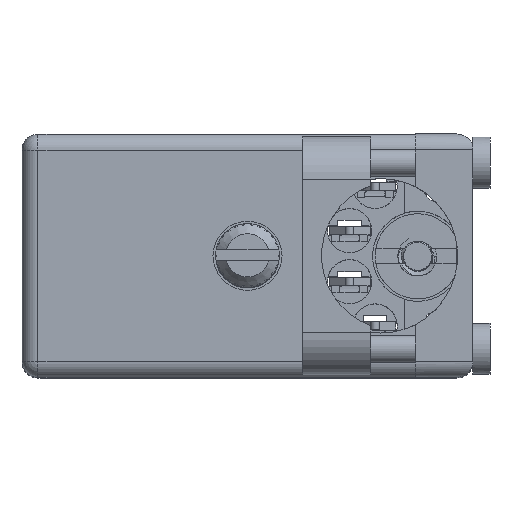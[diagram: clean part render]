
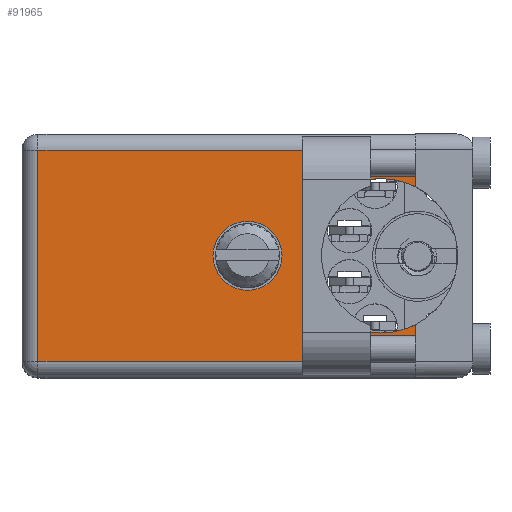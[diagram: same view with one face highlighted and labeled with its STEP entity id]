
A CAD part, top view. The second image highlights one B-rep face of the part: STEP entity #91965.
In plain terms, the highlighted face is planar.
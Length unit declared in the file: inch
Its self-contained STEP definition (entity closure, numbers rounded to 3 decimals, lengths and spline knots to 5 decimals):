
#2398 = CARTESIAN_POINT ( 'NONE',  ( -0.6155, 0.806, 0.3105 ) ) ;
#3584 = DIRECTION ( 'NONE',  ( 1., 0., 0. ) ) ;
#12388 = EDGE_CURVE ( 'NONE', #136166, #71103, #116925, .T. ) ;
#14201 = DIRECTION ( 'NONE',  ( 0., 1., 0. ) ) ;
#15342 = CARTESIAN_POINT ( 'NONE',  ( 0., 0.806, -0.1015 ) ) ;
#17781 = ORIENTED_EDGE ( 'NONE', *, *, #44704, .F. ) ;
#18246 = DIRECTION ( 'NONE',  ( -1., 0., 0. ) ) ;
#21136 = FACE_BOUND ( 'NONE', #97050, .T. ) ;
#22111 = EDGE_CURVE ( 'NONE', #58100, #109617, #139793, .T. ) ;
#22937 = AXIS2_PLACEMENT_3D ( 'NONE', #168768, #184190, #18246 ) ;
#23159 = CIRCLE ( 'NONE', #173585, 0.227 ) ;
#23218 = AXIS2_PLACEMENT_3D ( 'NONE', #147821, #177322, #24116 ) ;
#24116 = DIRECTION ( 'NONE',  ( 0., 0., 1. ) ) ;
#24561 = VERTEX_POINT ( 'NONE', #46909 ) ;
#28232 = DIRECTION ( 'NONE',  ( -1., 0., 0. ) ) ;
#28501 = VECTOR ( 'NONE', #3584, 39.37008 ) ;
#31042 = DIRECTION ( 'NONE',  ( 0., 0., 1. ) ) ;
#34613 = CARTESIAN_POINT ( 'NONE',  ( 0.3905, 0.806, -0.227 ) ) ;
#43209 = DIRECTION ( 'NONE',  ( 0., 1., 0. ) ) ;
#44704 = EDGE_CURVE ( 'NONE', #115781, #24561, #23159, .T. ) ;
#45702 = DIRECTION ( 'NONE',  ( 0., 0., 1. ) ) ;
#46909 = CARTESIAN_POINT ( 'NONE',  ( 0.4925, 0.806, 0.20279 ) ) ;
#47130 = PLANE ( 'NONE',  #22937 ) ;
#50453 = LINE ( 'NONE', #78115, #190081 ) ;
#54074 = ORIENTED_EDGE ( 'NONE', *, *, #56230, .F. ) ;
#54137 = CARTESIAN_POINT ( 'NONE',  ( 0.4925, 0.806, 0.3105 ) ) ;
#56230 = EDGE_CURVE ( 'NONE', #130431, #151969, #184523, .T. ) ;
#58100 = VERTEX_POINT ( 'NONE', #84321 ) ;
#58766 = CARTESIAN_POINT ( 'NONE',  ( -0.6155, 0.806, -0.3105 ) ) ;
#66145 = VERTEX_POINT ( 'NONE', #54137 ) ;
#69986 = DIRECTION ( 'NONE',  ( -1., 0., 0. ) ) ;
#70050 = AXIS2_PLACEMENT_3D ( 'NONE', #168721, #14201, #152636 ) ;
#71103 = VERTEX_POINT ( 'NONE', #2398 ) ;
#73500 = DIRECTION ( 'NONE',  ( -1., 0., 0. ) ) ;
#77905 = ORIENTED_EDGE ( 'NONE', *, *, #93525, .F. ) ;
#78115 = CARTESIAN_POINT ( 'NONE',  ( 0.4925, 0.806, 0.3575 ) ) ;
#84321 = CARTESIAN_POINT ( 'NONE',  ( 0., 0.806, 0.1015 ) ) ;
#89607 = LINE ( 'NONE', #197392, #180947 ) ;
#91965 = ADVANCED_FACE ( 'NONE', ( #168047, #21136 ), #47130, .T. ) ;
#92317 = ORIENTED_EDGE ( 'NONE', *, *, #189672, .T. ) ;
#93427 = CARTESIAN_POINT ( 'NONE',  ( -0.6155, 0.806, -0.3575 ) ) ;
#93524 = CARTESIAN_POINT ( 'NONE',  ( 0., 0.806, 0. ) ) ;
#93525 = EDGE_CURVE ( 'NONE', #109617, #58100, #107710, .T. ) ;
#97050 = EDGE_LOOP ( 'NONE', ( #134069, #77905 ) ) ;
#103365 = CIRCLE ( 'NONE', #70050, 0.227 ) ;
#105046 = EDGE_CURVE ( 'NONE', #71103, #66145, #175276, .T. ) ;
#107411 = CARTESIAN_POINT ( 'NONE',  ( 0.3905, 0.806, 0.227 ) ) ;
#107651 = DIRECTION ( 'NONE',  ( 0., 1., 0. ) ) ;
#107710 = CIRCLE ( 'NONE', #23218, 0.1015 ) ;
#109617 = VERTEX_POINT ( 'NONE', #15342 ) ;
#110081 = EDGE_LOOP ( 'NONE', ( #122546, #92317, #134835, #142923, #129320, #17781, #171321, #54074 ) ) ;
#115781 = VERTEX_POINT ( 'NONE', #107411 ) ;
#116137 = AXIS2_PLACEMENT_3D ( 'NONE', #118532, #43209, #73500 ) ;
#116925 = LINE ( 'NONE', #93427, #177058 ) ;
#118532 = CARTESIAN_POINT ( 'NONE',  ( 0.3905, 0.806, 0. ) ) ;
#120295 = DIRECTION ( 'NONE',  ( 0., 1., 0. ) ) ;
#122546 = ORIENTED_EDGE ( 'NONE', *, *, #182177, .F. ) ;
#127146 = LINE ( 'NONE', #176146, #153516 ) ;
#129097 = AXIS2_PLACEMENT_3D ( 'NONE', #93524, #107651, #31042 ) ;
#129320 = ORIENTED_EDGE ( 'NONE', *, *, #144239, .F. ) ;
#130431 = VERTEX_POINT ( 'NONE', #156244 ) ;
#134069 = ORIENTED_EDGE ( 'NONE', *, *, #22111, .F. ) ;
#134835 = ORIENTED_EDGE ( 'NONE', *, *, #12388, .T. ) ;
#136166 = VERTEX_POINT ( 'NONE', #58766 ) ;
#139793 = CIRCLE ( 'NONE', #129097, 0.1015 ) ;
#142706 = CARTESIAN_POINT ( 'NONE',  ( 0.4925, 0.806, 0.3105 ) ) ;
#142923 = ORIENTED_EDGE ( 'NONE', *, *, #105046, .T. ) ;
#144239 = EDGE_CURVE ( 'NONE', #24561, #66145, #50453, .T. ) ;
#147821 = CARTESIAN_POINT ( 'NONE',  ( 0., 0.806, 0. ) ) ;
#151969 = VERTEX_POINT ( 'NONE', #34613 ) ;
#152636 = DIRECTION ( 'NONE',  ( -1., 0., 0. ) ) ;
#153516 = VECTOR ( 'NONE', #69986, 39.37008 ) ;
#156244 = CARTESIAN_POINT ( 'NONE',  ( 0.4925, 0.806, -0.20279 ) ) ;
#156930 = CARTESIAN_POINT ( 'NONE',  ( 0.4925, 0.806, -0.3105 ) ) ;
#162057 = DIRECTION ( 'NONE',  ( 0., 0., 1. ) ) ;
#168047 = FACE_OUTER_BOUND ( 'NONE', #110081, .T. ) ;
#168721 = CARTESIAN_POINT ( 'NONE',  ( 0.3905, 0.806, 0. ) ) ;
#168768 = CARTESIAN_POINT ( 'NONE',  ( -0.6625, 0.806, -0.3575 ) ) ;
#171321 = ORIENTED_EDGE ( 'NONE', *, *, #180193, .F. ) ;
#173585 = AXIS2_PLACEMENT_3D ( 'NONE', #181425, #120295, #28232 ) ;
#175276 = LINE ( 'NONE', #142706, #28501 ) ;
#176146 = CARTESIAN_POINT ( 'NONE',  ( -0.6625, 0.806, -0.3105 ) ) ;
#177058 = VECTOR ( 'NONE', #45702, 39.37008 ) ;
#177322 = DIRECTION ( 'NONE',  ( 0., 1., 0. ) ) ;
#180193 = EDGE_CURVE ( 'NONE', #151969, #115781, #103365, .T. ) ;
#180947 = VECTOR ( 'NONE', #196064, 39.37008 ) ;
#181425 = CARTESIAN_POINT ( 'NONE',  ( 0.3905, 0.806, 0. ) ) ;
#182177 = EDGE_CURVE ( 'NONE', #197317, #130431, #89607, .T. ) ;
#184190 = DIRECTION ( 'NONE',  ( 0., 1., 0. ) ) ;
#184523 = CIRCLE ( 'NONE', #116137, 0.227 ) ;
#189672 = EDGE_CURVE ( 'NONE', #197317, #136166, #127146, .T. ) ;
#190081 = VECTOR ( 'NONE', #162057, 39.37008 ) ;
#196064 = DIRECTION ( 'NONE',  ( 0., 0., 1. ) ) ;
#197317 = VERTEX_POINT ( 'NONE', #156930 ) ;
#197392 = CARTESIAN_POINT ( 'NONE',  ( 0.4925, 0.806, 0.3575 ) ) ;
